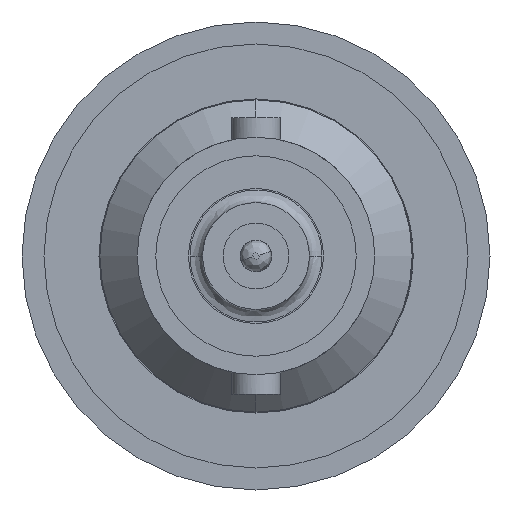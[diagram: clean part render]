
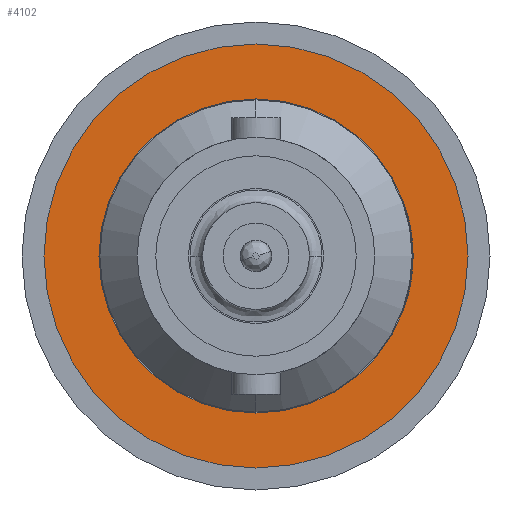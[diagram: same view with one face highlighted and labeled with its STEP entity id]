
A CAD part, left-side view. The second image highlights one B-rep face of the part: STEP entity #4102.
In plain terms, the highlighted planar face has unit normal (-1, 0, 0).
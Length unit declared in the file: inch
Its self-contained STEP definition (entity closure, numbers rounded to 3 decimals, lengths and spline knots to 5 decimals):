
#1 = CARTESIAN_POINT ( 'NONE',  ( -0.35, 0., 0.3375 ) ) ;
#148 = CARTESIAN_POINT ( 'NONE',  ( -0.35, 0., 0. ) ) ;
#149 = DIRECTION ( 'NONE',  ( -1., 0., 0. ) ) ;
#150 = DIRECTION ( 'NONE',  ( 0., 0., 1. ) ) ;
#151 = CARTESIAN_POINT ( 'NONE',  ( -0.35, 0., 0. ) ) ;
#152 = DIRECTION ( 'NONE',  ( -1., 0., 0. ) ) ;
#153 = DIRECTION ( 'NONE',  ( 0., 0., 1. ) ) ;
#316 = VERTEX_POINT ( 'NONE', #1489 ) ;
#320 = VERTEX_POINT ( 'NONE', #1493 ) ;
#321 = VERTEX_POINT ( 'NONE', #1494 ) ;
#322 = VERTEX_POINT ( 'NONE', #1 ) ;
#803 = AXIS2_PLACEMENT_3D ( 'NONE', #1875, #1879, #1880 ) ;
#1343 = EDGE_CURVE ( 'NONE', #322, #320, #5117, .T. ) ;
#1344 = EDGE_CURVE ( 'NONE', #321, #316, #5118, .T. ) ;
#1446 = AXIS2_PLACEMENT_3D ( 'NONE', #148, #149, #150 ) ;
#1447 = AXIS2_PLACEMENT_3D ( 'NONE', #151, #152, #153 ) ;
#1489 = CARTESIAN_POINT ( 'NONE',  ( -0.35, 0., 0.25 ) ) ;
#1493 = CARTESIAN_POINT ( 'NONE',  ( -0.35, 0., -0.3375 ) ) ;
#1494 = CARTESIAN_POINT ( 'NONE',  ( -0.35, 0., -0.25 ) ) ;
#1875 = CARTESIAN_POINT ( 'NONE',  ( -0.35, 0.25, 0. ) ) ;
#1877 = PLANE ( 'NONE',  #803 ) ;
#1879 = DIRECTION ( 'NONE',  ( 1., 0., 0. ) ) ;
#1880 = DIRECTION ( 'NONE',  ( 0., 0., -1. ) ) ;
#2310 = EDGE_CURVE ( 'NONE', #316, #321, #5233, .T. ) ;
#2314 = EDGE_CURVE ( 'NONE', #320, #322, #5239, .T. ) ;
#2589 = CARTESIAN_POINT ( 'NONE',  ( -0.35, 0., 0. ) ) ;
#2590 = DIRECTION ( 'NONE',  ( -1., 0., 0. ) ) ;
#2591 = DIRECTION ( 'NONE',  ( 0., 0., 1. ) ) ;
#2598 = CARTESIAN_POINT ( 'NONE',  ( -0.35, 0., 0. ) ) ;
#2599 = DIRECTION ( 'NONE',  ( -1., 0., 0. ) ) ;
#2600 = DIRECTION ( 'NONE',  ( 0., 0., 1. ) ) ;
#3141 = ORIENTED_EDGE ( 'NONE', *, *, #2310, .F. ) ;
#3142 = ORIENTED_EDGE ( 'NONE', *, *, #1344, .F. ) ;
#3143 = ORIENTED_EDGE ( 'NONE', *, *, #1343, .T. ) ;
#3144 = ORIENTED_EDGE ( 'NONE', *, *, #2314, .T. ) ;
#4102 = ADVANCED_FACE ( 'NONE', ( #5738, #5743 ), #1877, .F. ) ;
#4510 = AXIS2_PLACEMENT_3D ( 'NONE', #2589, #2590, #2591 ) ;
#4512 = AXIS2_PLACEMENT_3D ( 'NONE', #2598, #2599, #2600 ) ;
#4938 = EDGE_LOOP ( 'NONE', ( #3143, #3144 ) ) ;
#4940 = EDGE_LOOP ( 'NONE', ( #3141, #3142 ) ) ;
#5117 = CIRCLE ( 'NONE', #1446, 0.3375 ) ;
#5118 = CIRCLE ( 'NONE', #1447, 0.25 ) ;
#5233 = CIRCLE ( 'NONE', #4510, 0.25 ) ;
#5239 = CIRCLE ( 'NONE', #4512, 0.3375 ) ;
#5738 = FACE_BOUND ( 'NONE', #4940, .T. ) ;
#5743 = FACE_OUTER_BOUND ( 'NONE', #4938, .T. ) ;
